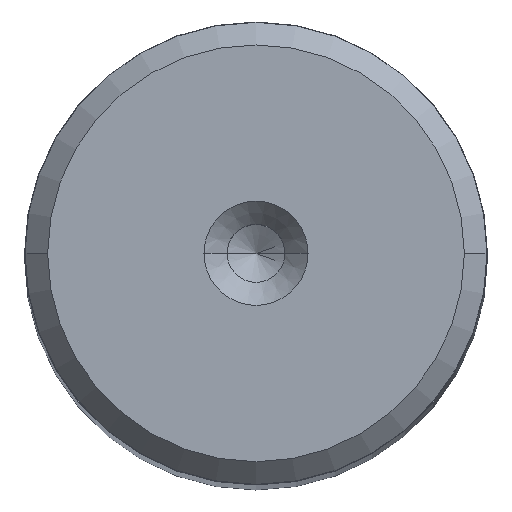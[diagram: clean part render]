
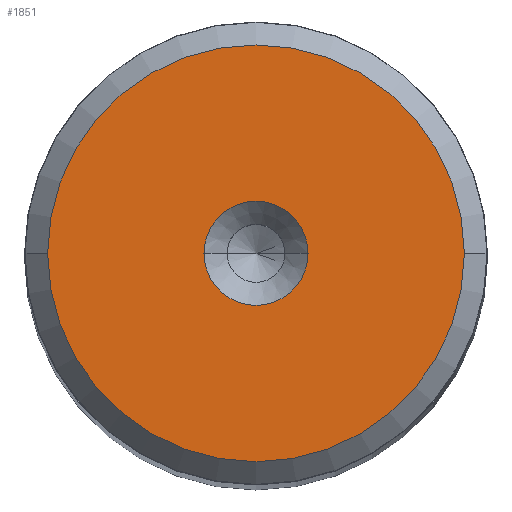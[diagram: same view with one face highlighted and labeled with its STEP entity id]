
A CAD part, top view. The second image highlights one B-rep face of the part: STEP entity #1851.
In plain terms, the highlighted planar face has unit normal (0, 0, 1).
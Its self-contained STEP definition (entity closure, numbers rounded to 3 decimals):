
#117 = EDGE_CURVE ( 'NONE', #832, #1832, #777, .T. ) ;
#142 = AXIS2_PLACEMENT_3D ( 'NONE', #1634, #1308, #1007 ) ;
#190 = DIRECTION ( 'NONE',  ( 0., 0., 1. ) ) ;
#283 = CARTESIAN_POINT ( 'NONE',  ( 0., 0., 130. ) ) ;
#304 = DIRECTION ( 'NONE',  ( 1., 0., 0. ) ) ;
#309 = DIRECTION ( 'NONE',  ( 0., 0., 1. ) ) ;
#379 = AXIS2_PLACEMENT_3D ( 'NONE', #283, #1790, #304 ) ;
#442 = AXIS2_PLACEMENT_3D ( 'NONE', #1787, #623, #1275 ) ;
#559 = EDGE_CURVE ( 'NONE', #1832, #832, #1042, .T. ) ;
#617 = CARTESIAN_POINT ( 'NONE',  ( 2.25, 0., 130. ) ) ;
#623 = DIRECTION ( 'NONE',  ( 0., 0., 1. ) ) ;
#641 = CARTESIAN_POINT ( 'NONE',  ( -2.25, 0., 130. ) ) ;
#751 = ORIENTED_EDGE ( 'NONE', *, *, #1080, .T. ) ;
#777 = CIRCLE ( 'NONE', #379, 2.25 ) ;
#808 = EDGE_LOOP ( 'NONE', ( #751, #946 ) ) ;
#832 = VERTEX_POINT ( 'NONE', #641 ) ;
#924 = CARTESIAN_POINT ( 'NONE',  ( 9.009, 0., 130. ) ) ;
#942 = FACE_OUTER_BOUND ( 'NONE', #808, .T. ) ;
#946 = ORIENTED_EDGE ( 'NONE', *, *, #1383, .T. ) ;
#1002 = DIRECTION ( 'NONE',  ( 1., 0., 0. ) ) ;
#1006 = ORIENTED_EDGE ( 'NONE', *, *, #559, .F. ) ;
#1007 = DIRECTION ( 'NONE',  ( 1., 0., 0. ) ) ;
#1042 = CIRCLE ( 'NONE', #1290, 2.25 ) ;
#1045 = VERTEX_POINT ( 'NONE', #2014 ) ;
#1047 = EDGE_LOOP ( 'NONE', ( #1006, #1916 ) ) ;
#1069 = CIRCLE ( 'NONE', #142, 9.009 ) ;
#1080 = EDGE_CURVE ( 'NONE', #1045, #1755, #1163, .T. ) ;
#1102 = PLANE ( 'NONE',  #442 ) ;
#1163 = CIRCLE ( 'NONE', #1399, 9.009 ) ;
#1275 = DIRECTION ( 'NONE',  ( 1., 0., 0. ) ) ;
#1290 = AXIS2_PLACEMENT_3D ( 'NONE', #2122, #309, #1630 ) ;
#1308 = DIRECTION ( 'NONE',  ( 0., 0., 1. ) ) ;
#1383 = EDGE_CURVE ( 'NONE', #1755, #1045, #1069, .T. ) ;
#1399 = AXIS2_PLACEMENT_3D ( 'NONE', #1532, #190, #1002 ) ;
#1532 = CARTESIAN_POINT ( 'NONE',  ( 0., 0., 130. ) ) ;
#1619 = FACE_BOUND ( 'NONE', #1047, .T. ) ;
#1630 = DIRECTION ( 'NONE',  ( 1., 0., 0. ) ) ;
#1634 = CARTESIAN_POINT ( 'NONE',  ( 0., 0., 130. ) ) ;
#1755 = VERTEX_POINT ( 'NONE', #924 ) ;
#1787 = CARTESIAN_POINT ( 'NONE',  ( 0., 0., 130. ) ) ;
#1790 = DIRECTION ( 'NONE',  ( 0., 0., 1. ) ) ;
#1832 = VERTEX_POINT ( 'NONE', #617 ) ;
#1851 = ADVANCED_FACE ( 'NONE', ( #1619, #942 ), #1102, .T. ) ;
#1916 = ORIENTED_EDGE ( 'NONE', *, *, #117, .F. ) ;
#2014 = CARTESIAN_POINT ( 'NONE',  ( -9.009, 0., 130. ) ) ;
#2122 = CARTESIAN_POINT ( 'NONE',  ( 0., 0., 130. ) ) ;
